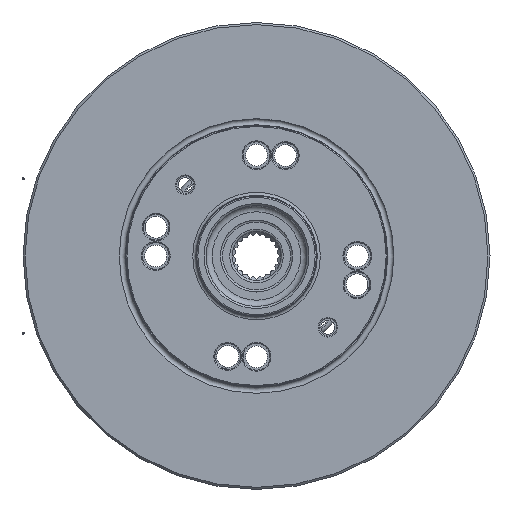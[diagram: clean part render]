
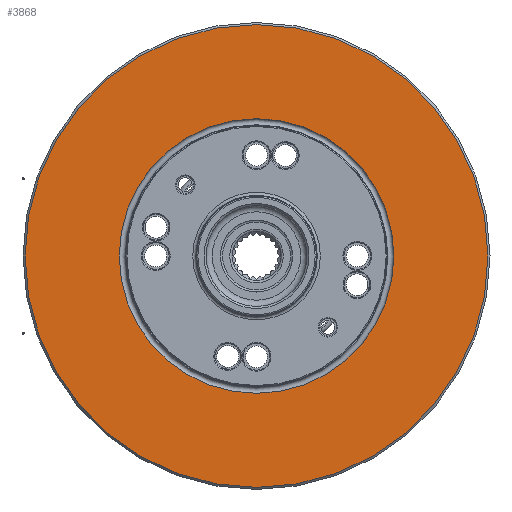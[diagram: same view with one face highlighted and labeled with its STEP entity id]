
A CAD part, left-side view. The second image highlights one B-rep face of the part: STEP entity #3868.
In plain terms, the highlighted planar face has unit normal (-1, 0, 0).
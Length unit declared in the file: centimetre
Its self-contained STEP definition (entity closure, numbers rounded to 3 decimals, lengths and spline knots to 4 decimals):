
#547=PLANE('',#4147);
#741=FACE_BOUND('',#1148,.T.);
#876=FACE_OUTER_BOUND('',#1147,.T.);
#1147=EDGE_LOOP('',(#2766));
#1148=EDGE_LOOP('',(#2767));
#1535=CIRCLE('',#4146,6.6749);
#1536=CIRCLE('',#4148,11.25);
#1780=VERTEX_POINT('',#5769);
#1781=VERTEX_POINT('',#5772);
#2192=EDGE_CURVE('',#1780,#1780,#1535,.T.);
#2193=EDGE_CURVE('',#1781,#1781,#1536,.T.);
#2766=ORIENTED_EDGE('',*,*,#2193,.T.);
#2767=ORIENTED_EDGE('',*,*,#2192,.T.);
#3868=ADVANCED_FACE('',(#876,#741),#547,.T.);
#4146=AXIS2_PLACEMENT_3D('',#5770,#4671,#4672);
#4147=AXIS2_PLACEMENT_3D('',#5771,#4673,#4674);
#4148=AXIS2_PLACEMENT_3D('',#5773,#4675,#4676);
#4671=DIRECTION('center_axis',(1.,0.,0.));
#4672=DIRECTION('ref_axis',(0.,0.,-1.));
#4673=DIRECTION('center_axis',(-1.,0.,0.));
#4674=DIRECTION('ref_axis',(0.,0.,-1.));
#4675=DIRECTION('center_axis',(-1.,0.,0.));
#4676=DIRECTION('ref_axis',(0.,1.,0.));
#5769=CARTESIAN_POINT('',(-2.63,6.6749,0.));
#5770=CARTESIAN_POINT('Origin',(-2.63,0.,0.));
#5771=CARTESIAN_POINT('Origin',(-2.63,0.,0.));
#5772=CARTESIAN_POINT('',(-2.63,11.25,0.));
#5773=CARTESIAN_POINT('Origin',(-2.63,0.,0.));
